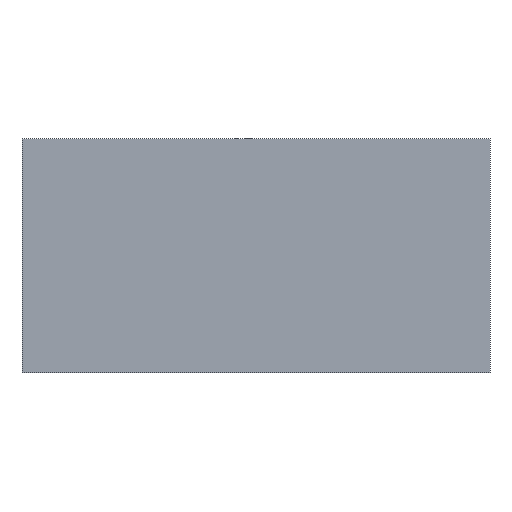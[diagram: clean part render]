
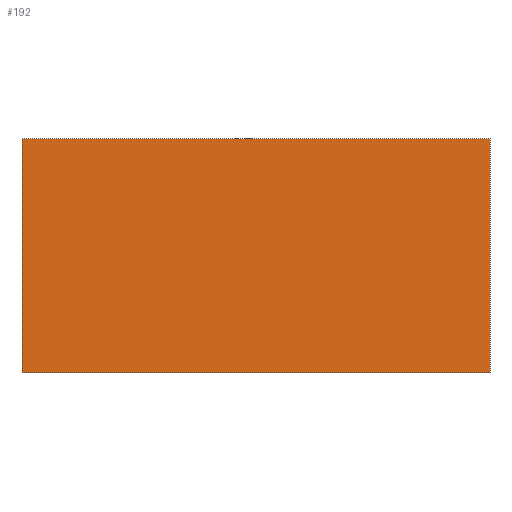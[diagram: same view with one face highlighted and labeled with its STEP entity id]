
A CAD part, front view. The second image highlights one B-rep face of the part: STEP entity #192.
In plain terms, the highlighted planar face has unit normal (0, -1, 0).
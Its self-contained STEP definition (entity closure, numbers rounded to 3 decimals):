
#11 = CARTESIAN_POINT ( 'NONE',  ( 0., 0., 10. ) ) ;
#16 = DIRECTION ( 'NONE',  ( 0., -1., 0. ) ) ;
#18 = ORIENTED_EDGE ( 'NONE', *, *, #142, .F. ) ;
#27 = CARTESIAN_POINT ( 'NONE',  ( 30., 0., 10. ) ) ;
#32 = CARTESIAN_POINT ( 'NONE',  ( 30., 0., -5. ) ) ;
#33 = EDGE_LOOP ( 'NONE', ( #18, #114, #82, #210 ) ) ;
#43 = VECTOR ( 'NONE', #148, 1000. ) ;
#49 = VERTEX_POINT ( 'NONE', #11 ) ;
#56 = LINE ( 'NONE', #162, #63 ) ;
#59 = VERTEX_POINT ( 'NONE', #76 ) ;
#63 = VECTOR ( 'NONE', #116, 1000. ) ;
#76 = CARTESIAN_POINT ( 'NONE',  ( 0., 0., -5. ) ) ;
#80 = FACE_OUTER_BOUND ( 'NONE', #33, .T. ) ;
#82 = ORIENTED_EDGE ( 'NONE', *, *, #221, .T. ) ;
#94 = VECTOR ( 'NONE', #177, 1000. ) ;
#108 = DIRECTION ( 'NONE',  ( 0., 0., -1. ) ) ;
#110 = EDGE_CURVE ( 'NONE', #59, #49, #172, .T. ) ;
#114 = ORIENTED_EDGE ( 'NONE', *, *, #110, .F. ) ;
#116 = DIRECTION ( 'NONE',  ( 0., 0., 1. ) ) ;
#124 = DIRECTION ( 'NONE',  ( 0., 0., 1. ) ) ;
#131 = CARTESIAN_POINT ( 'NONE',  ( 0., 0., -5. ) ) ;
#132 = AXIS2_PLACEMENT_3D ( 'NONE', #147, #16, #108 ) ;
#137 = LINE ( 'NONE', #176, #94 ) ;
#142 = EDGE_CURVE ( 'NONE', #49, #227, #137, .T. ) ;
#147 = CARTESIAN_POINT ( 'NONE',  ( 0., 0., -5. ) ) ;
#148 = DIRECTION ( 'NONE',  ( 1., 0., 0. ) ) ;
#149 = EDGE_CURVE ( 'NONE', #183, #227, #56, .T. ) ;
#162 = CARTESIAN_POINT ( 'NONE',  ( 30., 0., -5. ) ) ;
#164 = PLANE ( 'NONE',  #132 ) ;
#172 = LINE ( 'NONE', #131, #202 ) ;
#176 = CARTESIAN_POINT ( 'NONE',  ( 0., 0., 10. ) ) ;
#177 = DIRECTION ( 'NONE',  ( 1., 0., 0. ) ) ;
#183 = VERTEX_POINT ( 'NONE', #32 ) ;
#192 = ADVANCED_FACE ( 'NONE', ( #80 ), #164, .T. ) ;
#202 = VECTOR ( 'NONE', #124, 1000. ) ;
#207 = LINE ( 'NONE', #218, #43 ) ;
#210 = ORIENTED_EDGE ( 'NONE', *, *, #149, .T. ) ;
#218 = CARTESIAN_POINT ( 'NONE',  ( 0., 0., -5. ) ) ;
#221 = EDGE_CURVE ( 'NONE', #59, #183, #207, .T. ) ;
#227 = VERTEX_POINT ( 'NONE', #27 ) ;
